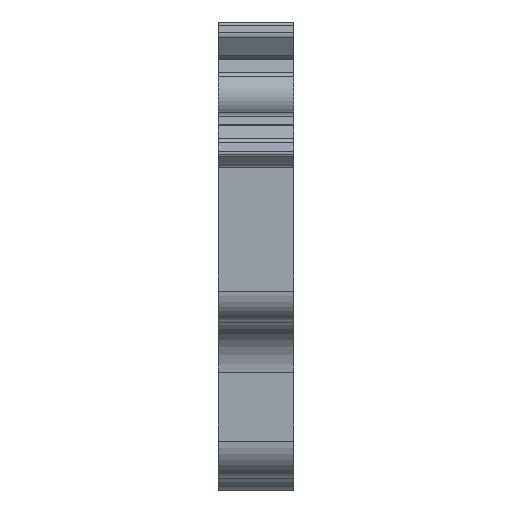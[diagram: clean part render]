
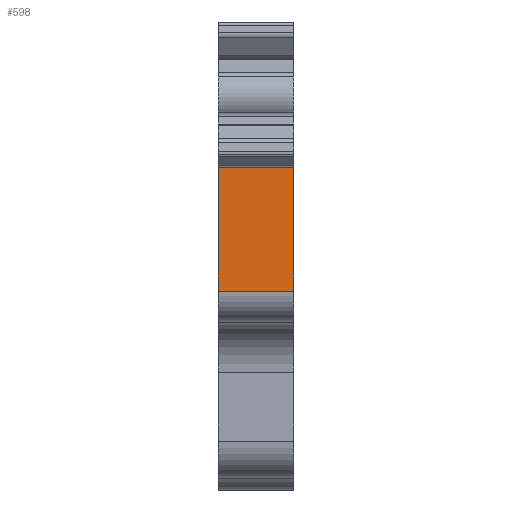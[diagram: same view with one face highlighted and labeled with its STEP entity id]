
A CAD part, left-side view. The second image highlights one B-rep face of the part: STEP entity #598.
In plain terms, the highlighted face is planar.
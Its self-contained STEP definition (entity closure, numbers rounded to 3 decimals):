
#160 = VECTOR ( 'NONE', #3859, 1000. ) ;
#598 = ADVANCED_FACE ( 'NONE', ( #10117 ), #8246, .F. ) ;
#641 = ORIENTED_EDGE ( 'NONE', *, *, #2755, .T. ) ;
#1274 = DIRECTION ( 'NONE',  ( 0., 0., 1. ) ) ;
#1535 = CARTESIAN_POINT ( 'NONE',  ( 0., 25.373, 18.197 ) ) ;
#2081 = VERTEX_POINT ( 'NONE', #3203 ) ;
#2577 = VECTOR ( 'NONE', #6199, 1000. ) ;
#2755 = EDGE_CURVE ( 'NONE', #2081, #9556, #9121, .T. ) ;
#3143 = EDGE_LOOP ( 'NONE', ( #641, #7664, #10512, #9627 ) ) ;
#3203 = CARTESIAN_POINT ( 'NONE',  ( 6., 25.373, 18.197 ) ) ;
#3859 = DIRECTION ( 'NONE',  ( 0., 0., -1. ) ) ;
#3899 = CARTESIAN_POINT ( 'NONE',  ( 0., 25.373, 18.197 ) ) ;
#4616 = CARTESIAN_POINT ( 'NONE',  ( 6., 25.373, 8.343 ) ) ;
#4697 = EDGE_CURVE ( 'NONE', #11892, #2081, #9797, .T. ) ;
#4735 = VECTOR ( 'NONE', #8688, 1000. ) ;
#4860 = LINE ( 'NONE', #7676, #160 ) ;
#5343 = DIRECTION ( 'NONE',  ( 0., -1., 0. ) ) ;
#5879 = EDGE_CURVE ( 'NONE', #11892, #9222, #4860, .T. ) ;
#6199 = DIRECTION ( 'NONE',  ( 1., 0., 0. ) ) ;
#6518 = EDGE_CURVE ( 'NONE', #9222, #9556, #8908, .T. ) ;
#6790 = CARTESIAN_POINT ( 'NONE',  ( 0., 25.373, 18.197 ) ) ;
#7556 = CARTESIAN_POINT ( 'NONE',  ( 0., 25.373, 8.343 ) ) ;
#7664 = ORIENTED_EDGE ( 'NONE', *, *, #6518, .F. ) ;
#7676 = CARTESIAN_POINT ( 'NONE',  ( 0., 25.373, 18.197 ) ) ;
#8246 = PLANE ( 'NONE',  #11773 ) ;
#8688 = DIRECTION ( 'NONE',  ( 1., 0., 0. ) ) ;
#8908 = LINE ( 'NONE', #11031, #2577 ) ;
#9121 = LINE ( 'NONE', #10988, #11827 ) ;
#9222 = VERTEX_POINT ( 'NONE', #7556 ) ;
#9556 = VERTEX_POINT ( 'NONE', #4616 ) ;
#9627 = ORIENTED_EDGE ( 'NONE', *, *, #4697, .T. ) ;
#9797 = LINE ( 'NONE', #6790, #4735 ) ;
#10117 = FACE_OUTER_BOUND ( 'NONE', #3143, .T. ) ;
#10121 = DIRECTION ( 'NONE',  ( 0., 0., -1. ) ) ;
#10512 = ORIENTED_EDGE ( 'NONE', *, *, #5879, .F. ) ;
#10988 = CARTESIAN_POINT ( 'NONE',  ( 6., 25.373, 18.197 ) ) ;
#11031 = CARTESIAN_POINT ( 'NONE',  ( 0., 25.373, 8.343 ) ) ;
#11773 = AXIS2_PLACEMENT_3D ( 'NONE', #1535, #5343, #1274 ) ;
#11827 = VECTOR ( 'NONE', #10121, 1000. ) ;
#11892 = VERTEX_POINT ( 'NONE', #3899 ) ;
